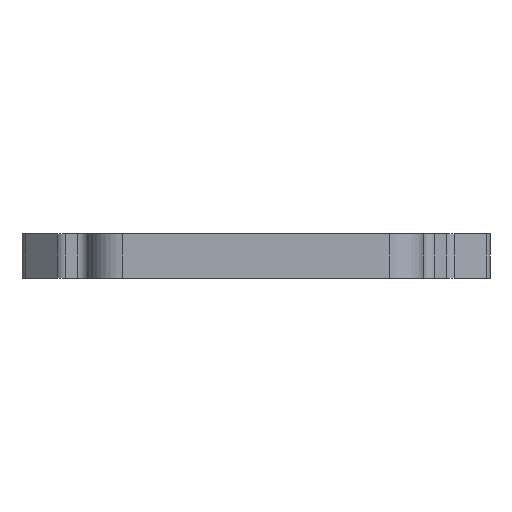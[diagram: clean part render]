
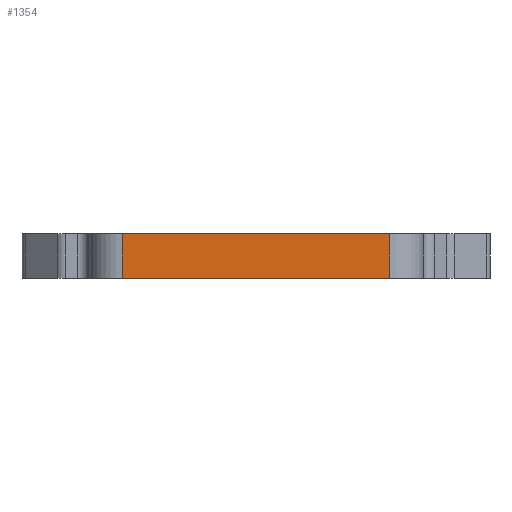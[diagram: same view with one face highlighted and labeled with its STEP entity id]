
A CAD part, left-side view. The second image highlights one B-rep face of the part: STEP entity #1354.
In plain terms, the highlighted planar face has unit normal (-1, 0, 0).
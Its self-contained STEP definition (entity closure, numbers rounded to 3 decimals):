
#39 = ORIENTED_EDGE ( 'NONE', *, *, #751, .T. ) ;
#44 = VERTEX_POINT ( 'NONE', #787 ) ;
#47 = VERTEX_POINT ( 'NONE', #1785 ) ;
#58 = CARTESIAN_POINT ( 'NONE',  ( -46., -12., -4. ) ) ;
#116 = LINE ( 'NONE', #387, #607 ) ;
#212 = CARTESIAN_POINT ( 'NONE',  ( -46., 12., 0. ) ) ;
#214 = CARTESIAN_POINT ( 'NONE',  ( -46., 15., 0. ) ) ;
#235 = EDGE_LOOP ( 'NONE', ( #1592, #941, #1724, #39 ) ) ;
#346 = CARTESIAN_POINT ( 'NONE',  ( -46., 12., 0. ) ) ;
#387 = CARTESIAN_POINT ( 'NONE',  ( -46., -12., 0. ) ) ;
#452 = DIRECTION ( 'NONE',  ( -1., 0., 0. ) ) ;
#496 = VECTOR ( 'NONE', #1179, 1000. ) ;
#607 = VECTOR ( 'NONE', #1396, 1000. ) ;
#670 = VECTOR ( 'NONE', #1171, 1000. ) ;
#682 = VERTEX_POINT ( 'NONE', #346 ) ;
#698 = AXIS2_PLACEMENT_3D ( 'NONE', #1424, #452, #1570 ) ;
#736 = PLANE ( 'NONE',  #698 ) ;
#751 = EDGE_CURVE ( 'NONE', #682, #44, #1375, .T. ) ;
#787 = CARTESIAN_POINT ( 'NONE',  ( -46., 12., -4. ) ) ;
#863 = FACE_OUTER_BOUND ( 'NONE', #235, .T. ) ;
#869 = EDGE_CURVE ( 'NONE', #1675, #47, #116, .T. ) ;
#941 = ORIENTED_EDGE ( 'NONE', *, *, #869, .T. ) ;
#1064 = LINE ( 'NONE', #1467, #670 ) ;
#1169 = DIRECTION ( 'NONE',  ( 0., 0., -1. ) ) ;
#1171 = DIRECTION ( 'NONE',  ( 0., 1., 0. ) ) ;
#1179 = DIRECTION ( 'NONE',  ( 0., 1., 0. ) ) ;
#1232 = LINE ( 'NONE', #214, #496 ) ;
#1273 = VECTOR ( 'NONE', #1169, 1000. ) ;
#1354 = ADVANCED_FACE ( 'NONE', ( #863 ), #736, .T. ) ;
#1375 = LINE ( 'NONE', #212, #1273 ) ;
#1396 = DIRECTION ( 'NONE',  ( 0., 0., 1. ) ) ;
#1424 = CARTESIAN_POINT ( 'NONE',  ( -46., 15., 0. ) ) ;
#1441 = EDGE_CURVE ( 'NONE', #1675, #44, #1064, .T. ) ;
#1467 = CARTESIAN_POINT ( 'NONE',  ( -46., 15., -4. ) ) ;
#1496 = EDGE_CURVE ( 'NONE', #47, #682, #1232, .T. ) ;
#1570 = DIRECTION ( 'NONE',  ( 0., 0., 1. ) ) ;
#1592 = ORIENTED_EDGE ( 'NONE', *, *, #1441, .F. ) ;
#1675 = VERTEX_POINT ( 'NONE', #58 ) ;
#1724 = ORIENTED_EDGE ( 'NONE', *, *, #1496, .T. ) ;
#1785 = CARTESIAN_POINT ( 'NONE',  ( -46., -12., 0. ) ) ;
